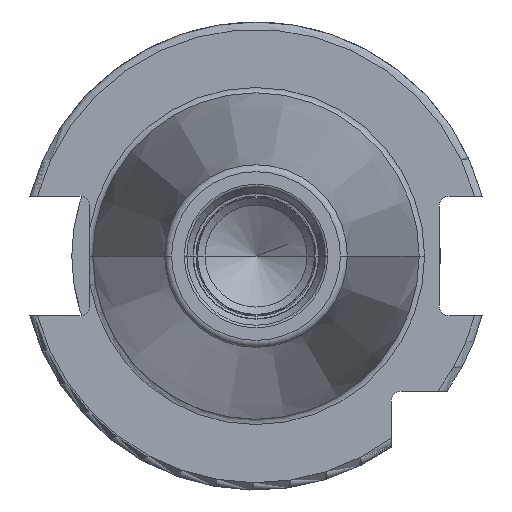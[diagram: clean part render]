
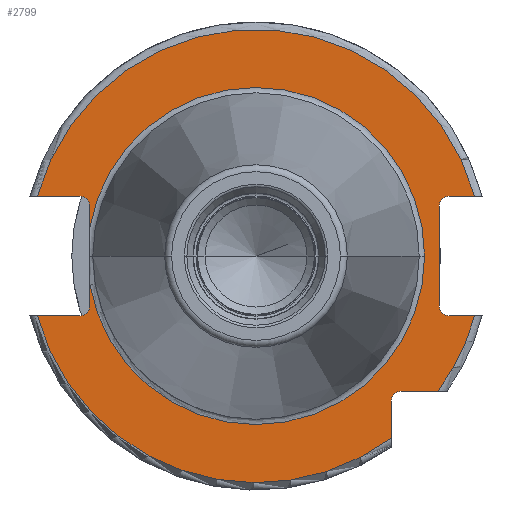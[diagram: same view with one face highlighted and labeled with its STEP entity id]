
A CAD part, left-side view. The second image highlights one B-rep face of the part: STEP entity #2799.
In plain terms, the highlighted planar face has unit normal (-1, 0, 0).
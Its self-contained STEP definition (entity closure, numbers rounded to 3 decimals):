
#105=CARTESIAN_POINT('',(3.2,22.55,-3.842));
#117=CARTESIAN_POINT('',(3.2,0.,0.));
#118=DIRECTION('',(-1.,0.,0.));
#119=DIRECTION('',(0.,0.986,-0.168));
#120=AXIS2_PLACEMENT_3D('',#117,#118,#119);
#147=CARTESIAN_POINT('',(3.2,23.9,-6.75));
#148=DIRECTION('',(1.,0.,0.));
#149=DIRECTION('',(0.,-1.,0.));
#150=AXIS2_PLACEMENT_3D('',#147,#148,#149);
#224=CARTESIAN_POINT('',(3.2,-26.2,6.75));
#225=DIRECTION('',(1.,0.,0.));
#226=DIRECTION('',(0.,1.,0.));
#227=AXIS2_PLACEMENT_3D('',#224,#225,#226);
#631=CARTESIAN_POINT('',(3.2,-26.2,-6.75));
#632=DIRECTION('',(1.,0.,0.));
#633=DIRECTION('',(0.,0.,-1.));
#634=AXIS2_PLACEMENT_3D('',#631,#632,#633);
#698=DIRECTION('',(0.,0.,-1.));
#699=VECTOR('',#698,2.908);
#700=CARTESIAN_POINT('',(3.2,22.55,6.75));
#701=LINE('',#700,#699);
#702=DIRECTION('',(0.,-1.,0.));
#703=VECTOR('',#702,5.777);
#704=CARTESIAN_POINT('',(3.2,29.677,8.1));
#705=LINE('',#704,#703);
#706=CARTESIAN_POINT('',(3.2,0.,0.));
#707=DIRECTION('',(1.,0.,0.));
#708=DIRECTION('',(0.,0.965,0.263));
#709=AXIS2_PLACEMENT_3D('',#706,#707,#708);
#711=DIRECTION('',(0.,1.,0.));
#712=VECTOR('',#711,3.477);
#713=CARTESIAN_POINT('',(3.2,-29.677,8.1));
#714=LINE('',#713,#712);
#715=DIRECTION('',(0.,0.,1.));
#716=VECTOR('',#715,13.5);
#717=CARTESIAN_POINT('',(3.2,-24.85,-6.75));
#718=LINE('',#717,#716);
#719=DIRECTION('',(0.,1.,0.));
#720=VECTOR('',#719,3.477);
#721=CARTESIAN_POINT('',(3.2,-29.677,-8.1));
#722=LINE('',#721,#720);
#723=CARTESIAN_POINT('',(3.2,0.,0.));
#724=DIRECTION('',(-1.,0.,0.));
#725=DIRECTION('',(0.,-0.803,-0.597));
#726=AXIS2_PLACEMENT_3D('',#723,#724,#725);
#728=DIRECTION('',(0.,-1.,0.));
#729=VECTOR('',#728,4.99);
#730=CARTESIAN_POINT('',(3.2,-19.7,-18.35));
#731=LINE('',#730,#729);
#732=DIRECTION('',(0.,0.,1.));
#733=VECTOR('',#732,4.99);
#734=CARTESIAN_POINT('',(3.2,-18.35,-24.69));
#735=LINE('',#734,#733);
#736=CARTESIAN_POINT('',(3.2,0.,0.));
#737=DIRECTION('',(-1.,0.,0.));
#738=DIRECTION('',(0.,0.965,-0.263));
#739=AXIS2_PLACEMENT_3D('',#736,#737,#738);
#741=DIRECTION('',(0.,-1.,0.));
#742=VECTOR('',#741,5.777);
#743=CARTESIAN_POINT('',(3.2,29.677,-8.1));
#744=LINE('',#743,#742);
#745=DIRECTION('',(0.,0.,-1.));
#746=VECTOR('',#745,2.908);
#747=CARTESIAN_POINT('',(3.2,22.55,-3.842));
#748=LINE('',#747,#746);
#754=CARTESIAN_POINT('',(3.2,23.9,6.75));
#755=DIRECTION('',(1.,0.,0.));
#756=DIRECTION('',(0.,0.,1.));
#757=AXIS2_PLACEMENT_3D('',#754,#755,#756);
#768=CARTESIAN_POINT('',(3.2,29.677,8.1));
#775=CARTESIAN_POINT('',(3.2,-29.677,8.1));
#1195=CARTESIAN_POINT('',(3.2,29.677,-8.1));
#1231=CARTESIAN_POINT('',(3.2,-29.677,-8.1));
#1258=CARTESIAN_POINT('',(3.2,-19.7,-19.7));
#1259=DIRECTION('',(1.,0.,0.));
#1260=DIRECTION('',(0.,1.,0.));
#1261=AXIS2_PLACEMENT_3D('',#1258,#1259,#1260);
#1329=CARTESIAN_POINT('',(3.2,22.55,3.842));
#1340=CARTESIAN_POINT('',(3.2,0.,0.));
#1341=DIRECTION('',(1.,0.,0.));
#1342=DIRECTION('',(0.,0.986,0.168));
#1343=AXIS2_PLACEMENT_3D('',#1340,#1341,#1342);
#1563=CARTESIAN_POINT('',(3.2,-22.875,0.));
#1565=VERTEX_POINT('',#1563);
#1705=VERTEX_POINT('',#1329);
#1707=VERTEX_POINT('',#105);
#1710=VERTEX_POINT('',#768);
#1711=VERTEX_POINT('',#775);
#1714=VERTEX_POINT('',#1195);
#1715=VERTEX_POINT('',#1231);
#1730=CARTESIAN_POINT('',(3.2,-18.35,-24.69));
#1731=VERTEX_POINT('',#1730);
#1733=CARTESIAN_POINT('',(3.2,-24.85,-6.75));
#1735=VERTEX_POINT('',#1733);
#1737=CARTESIAN_POINT('',(3.2,-26.2,-8.1));
#1739=VERTEX_POINT('',#1737);
#1741=CARTESIAN_POINT('',(3.2,-26.2,8.1));
#1743=VERTEX_POINT('',#1741);
#1745=CARTESIAN_POINT('',(3.2,-24.85,6.75));
#1747=VERTEX_POINT('',#1745);
#1754=CARTESIAN_POINT('',(3.2,23.9,8.1));
#1755=VERTEX_POINT('',#1754);
#1756=CARTESIAN_POINT('',(3.2,22.55,6.75));
#1757=VERTEX_POINT('',#1756);
#1758=CARTESIAN_POINT('',(3.2,22.55,-6.75));
#1759=VERTEX_POINT('',#1758);
#1760=CARTESIAN_POINT('',(3.2,23.9,-8.1));
#1761=VERTEX_POINT('',#1760);
#1762=CARTESIAN_POINT('',(3.2,-19.7,-18.35));
#1763=CARTESIAN_POINT('',(3.2,-24.69,-18.35));
#1764=VERTEX_POINT('',#1762);
#1765=VERTEX_POINT('',#1763);
#1766=CARTESIAN_POINT('',(3.2,-18.35,-19.7));
#1767=VERTEX_POINT('',#1766);
#2765=CARTESIAN_POINT('',(3.2,0.,0.));
#2766=DIRECTION('',(1.,0.,0.));
#2767=DIRECTION('',(0.,-1.,0.));
#2768=AXIS2_PLACEMENT_3D('',#2765,#2766,#2767);
#2769=PLANE('',#2768);
#2770=ORIENTED_EDGE('',*,*,#2033,.F.);
#2772=ORIENTED_EDGE('',*,*,#2771,.F.);
#2773=ORIENTED_EDGE('',*,*,#2139,.F.);
#2775=ORIENTED_EDGE('',*,*,#2774,.T.);
#2776=ORIENTED_EDGE('',*,*,#2167,.T.);
#2777=ORIENTED_EDGE('',*,*,#2203,.F.);
#2778=ORIENTED_EDGE('',*,*,#2226,.F.);
#2779=ORIENTED_EDGE('',*,*,#2664,.F.);
#2780=ORIENTED_EDGE('',*,*,#2698,.F.);
#2782=ORIENTED_EDGE('',*,*,#2781,.F.);
#2784=ORIENTED_EDGE('',*,*,#2783,.F.);
#2786=ORIENTED_EDGE('',*,*,#2785,.F.);
#2788=ORIENTED_EDGE('',*,*,#2787,.F.);
#2790=ORIENTED_EDGE('',*,*,#2789,.F.);
#2791=ORIENTED_EDGE('',*,*,#2739,.T.);
#2792=ORIENTED_EDGE('',*,*,#2051,.F.);
#2793=ORIENTED_EDGE('',*,*,#2038,.F.);
#2794=ORIENTED_EDGE('',*,*,#2005,.T.);
#2796=ORIENTED_EDGE('',*,*,#2795,.F.);
#2797=EDGE_LOOP('',(#2770,#2772,#2773,#2775,#2776,#2777,#2778,#2779,#2780,#2782,
#2784,#2786,#2788,#2790,#2791,#2792,#2793,#2794,#2796));
#2798=FACE_OUTER_BOUND('',#2797,.F.);
#2799=ADVANCED_FACE('',(#2798),#2769,.F.);
#121=CIRCLE('',#120,22.875);
#151=CIRCLE('',#150,1.35);
#228=CIRCLE('',#227,1.35);
#635=CIRCLE('',#634,1.35);
#710=CIRCLE('',#709,30.763);
#727=CIRCLE('',#726,30.763);
#740=CIRCLE('',#739,30.763);
#758=CIRCLE('',#757,1.35);
#1262=CIRCLE('',#1261,1.35);
#1344=CIRCLE('',#1343,22.875);
#2005=EDGE_CURVE('',#1707,#1565,#121,.T.);
#2033=EDGE_CURVE('',#1757,#1705,#701,.T.);
#2038=EDGE_CURVE('',#1707,#1759,#748,.T.);
#2051=EDGE_CURVE('',#1759,#1761,#151,.T.);
#2139=EDGE_CURVE('',#1710,#1755,#705,.T.);
#2167=EDGE_CURVE('',#1711,#1743,#714,.T.);
#2203=EDGE_CURVE('',#1747,#1743,#228,.T.);
#2226=EDGE_CURVE('',#1735,#1747,#718,.T.);
#2664=EDGE_CURVE('',#1739,#1735,#635,.T.);
#2698=EDGE_CURVE('',#1715,#1739,#722,.T.);
#2739=EDGE_CURVE('',#1714,#1761,#744,.T.);
#2771=EDGE_CURVE('',#1755,#1757,#758,.T.);
#2774=EDGE_CURVE('',#1710,#1711,#710,.T.);
#2781=EDGE_CURVE('',#1765,#1715,#727,.T.);
#2783=EDGE_CURVE('',#1764,#1765,#731,.T.);
#2785=EDGE_CURVE('',#1767,#1764,#1262,.T.);
#2787=EDGE_CURVE('',#1731,#1767,#735,.T.);
#2789=EDGE_CURVE('',#1714,#1731,#740,.T.);
#2795=EDGE_CURVE('',#1705,#1565,#1344,.T.);
